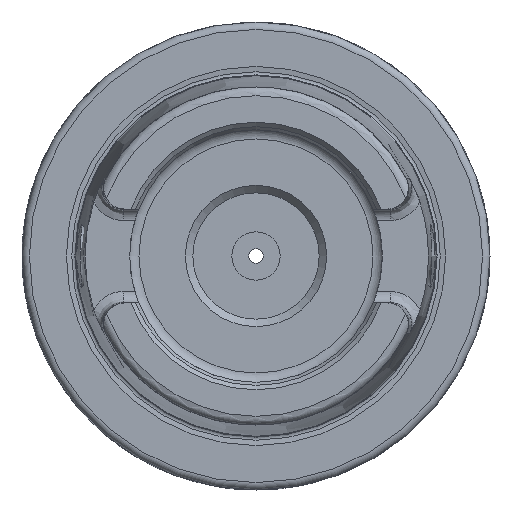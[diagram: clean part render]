
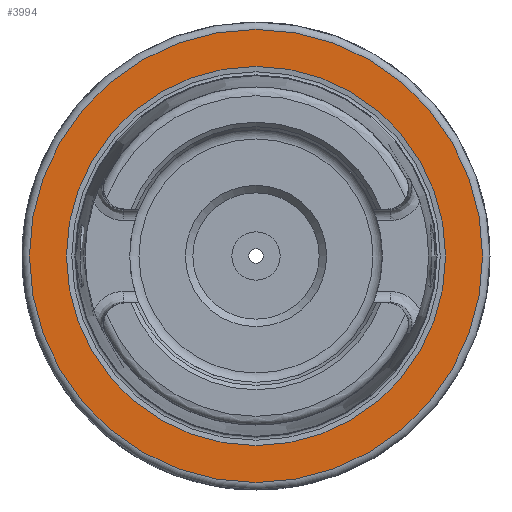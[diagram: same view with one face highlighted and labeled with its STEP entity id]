
A CAD part, left-side view. The second image highlights one B-rep face of the part: STEP entity #3994.
In plain terms, the highlighted planar face has unit normal (-1, 0, 0).
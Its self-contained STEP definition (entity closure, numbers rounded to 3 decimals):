
#118=FACE_BOUND('',#680,.T.);
#190=PLANE('',#4401);
#447=FACE_OUTER_BOUND('',#679,.T.);
#679=EDGE_LOOP('',(#3424,#3425));
#680=EDGE_LOOP('',(#3426,#3427));
#1083=CIRCLE('',#4399,25.521);
#1084=CIRCLE('',#4400,25.521);
#1085=CIRCLE('',#4402,30.5);
#1086=CIRCLE('',#4403,30.5);
#1828=VERTEX_POINT('',#8296);
#1829=VERTEX_POINT('',#8298);
#1830=VERTEX_POINT('',#8302);
#1831=VERTEX_POINT('',#8303);
#2388=EDGE_CURVE('',#1829,#1828,#1083,.T.);
#2389=EDGE_CURVE('',#1828,#1829,#1084,.T.);
#2390=EDGE_CURVE('',#1830,#1831,#1085,.T.);
#2391=EDGE_CURVE('',#1831,#1830,#1086,.T.);
#3424=ORIENTED_EDGE('',*,*,#2390,.F.);
#3425=ORIENTED_EDGE('',*,*,#2391,.F.);
#3426=ORIENTED_EDGE('',*,*,#2388,.T.);
#3427=ORIENTED_EDGE('',*,*,#2389,.T.);
#3994=ADVANCED_FACE('',(#447,#118),#190,.T.);
#4399=AXIS2_PLACEMENT_3D('',#8299,#5307,#5308);
#4400=AXIS2_PLACEMENT_3D('',#8300,#5309,#5310);
#4401=AXIS2_PLACEMENT_3D('',#8301,#5311,#5312);
#4402=AXIS2_PLACEMENT_3D('',#8304,#5313,#5314);
#4403=AXIS2_PLACEMENT_3D('',#8305,#5315,#5316);
#5307=DIRECTION('center_axis',(1.,0.,0.));
#5308=DIRECTION('ref_axis',(0.,0.,-1.));
#5309=DIRECTION('center_axis',(1.,0.,0.));
#5310=DIRECTION('ref_axis',(0.,0.,-1.));
#5311=DIRECTION('center_axis',(-1.,0.,0.));
#5312=DIRECTION('ref_axis',(0.,0.,1.));
#5313=DIRECTION('center_axis',(1.,0.,0.));
#5314=DIRECTION('ref_axis',(0.,0.,-1.));
#5315=DIRECTION('center_axis',(1.,0.,0.));
#5316=DIRECTION('ref_axis',(0.,0.,-1.));
#8296=CARTESIAN_POINT('',(0.,-25.521,0.));
#8298=CARTESIAN_POINT('',(0.,25.521,0.));
#8299=CARTESIAN_POINT('Origin',(0.,0.,
0.));
#8300=CARTESIAN_POINT('Origin',(0.,0.,
0.));
#8301=CARTESIAN_POINT('Origin',(0.,30.5,0.));
#8302=CARTESIAN_POINT('',(0.,30.5,0.));
#8303=CARTESIAN_POINT('',(0.,0.,30.5));
#8304=CARTESIAN_POINT('Origin',(0.,0.,
0.));
#8305=CARTESIAN_POINT('Origin',(0.,0.,
0.));
